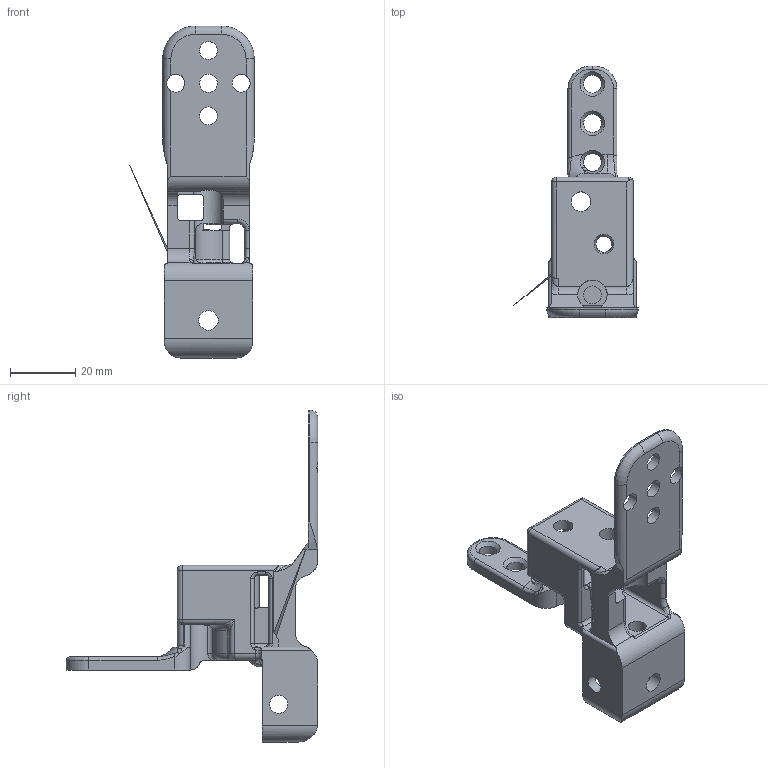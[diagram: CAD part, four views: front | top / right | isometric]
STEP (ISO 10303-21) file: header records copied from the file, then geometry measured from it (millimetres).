
FILE_DESCRIPTION(/* description */ (''),/* implementation_level */ '2;1');
FILE_NAME(/* name */ 'ATC_Slider_X_hinten_spiegel.step',/* time_stamp */ '2021-03-19T01:36:55+01:00',/* author */ (''),/* organization */ (''),/* preprocessor_version */ 'ST-DEVELOPER v18.1',/* originating_system */ 'Autodesk Translation Framework v9.10.0.1330',/* authorisation */ '');
FILE_SCHEMA (('AUTOMOTIVE_DESIGN { 1 0 10303 214 3 1 1 }'));
Length unit declared in the file: millimetre
Products named in the file (2): ATC_Slider_X_hinten_spiegel; ATC_x_slider_waagerecht_spiegel v6
Assembly tree (1 placements, depth 2):
  ATC_Slider_X_hinten_spiegel
    ATC_x_slider_waagerecht_spiegel v6
Bounding box: 38.06 x 77 x 101.5 mm (x, y, z)
Volume: 24403.5 mm3; surface area: 16393.7 mm2
Topology: 1 solids, 1 shells, 334 faces, 915 edges, 559 vertices
Faces by surface type: cylinder 147, plane 77, torus 62, bspline 40, cone 4, sphere 4
Full cylindrical faces by diameter (mm): 4.9 x1, 5.5 x11, 6 x4
Entity records: 12805 total; most frequent: CARTESIAN_POINT 4439, ORIENTED_EDGE 1812, DIRECTION 1695, EDGE_CURVE 906, AXIS2_PLACEMENT_3D 665, VERTEX_POINT 559, EDGE_LOOP 367, LINE 365
